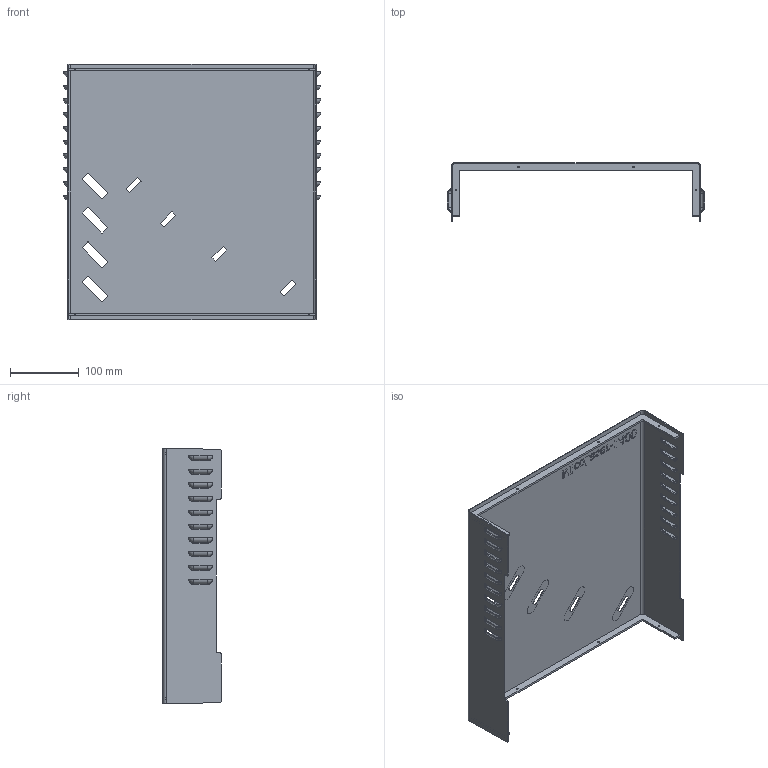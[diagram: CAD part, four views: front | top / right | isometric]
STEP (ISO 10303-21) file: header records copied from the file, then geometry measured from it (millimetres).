
FILE_DESCRIPTION (( 'STEP AP203' ), '1' );
FILE_NAME ('7_shell.STEP', '2021-09-10T09:16:04', ( '' ), ( '' ), 'SwSTEP 2.0', 'SolidWorks 2020', '' );
FILE_SCHEMA (( 'CONFIG_CONTROL_DESIGN' ));
Length unit declared in the file: millimetre
Products named in the file (1): 7_shell
Bounding box: 374.5 x 85 x 372.5 mm (x, y, z)
Volume: 313693.6 mm3; surface area: 409390.8 mm2
Topology: 1 solids, 1 shells, 675 faces, 1756 edges, 1112 vertices
Faces by surface type: plane 210, cylinder 184, bspline 121, torus 80, sphere 80
Entity records: 26669 total; most frequent: CARTESIAN_POINT 10169, ORIENTED_EDGE 3512, DIRECTION 3312, EDGE_CURVE 1756, AXIS2_PLACEMENT_3D 1243, VERTEX_POINT 1112, VECTOR 826, LINE 826
